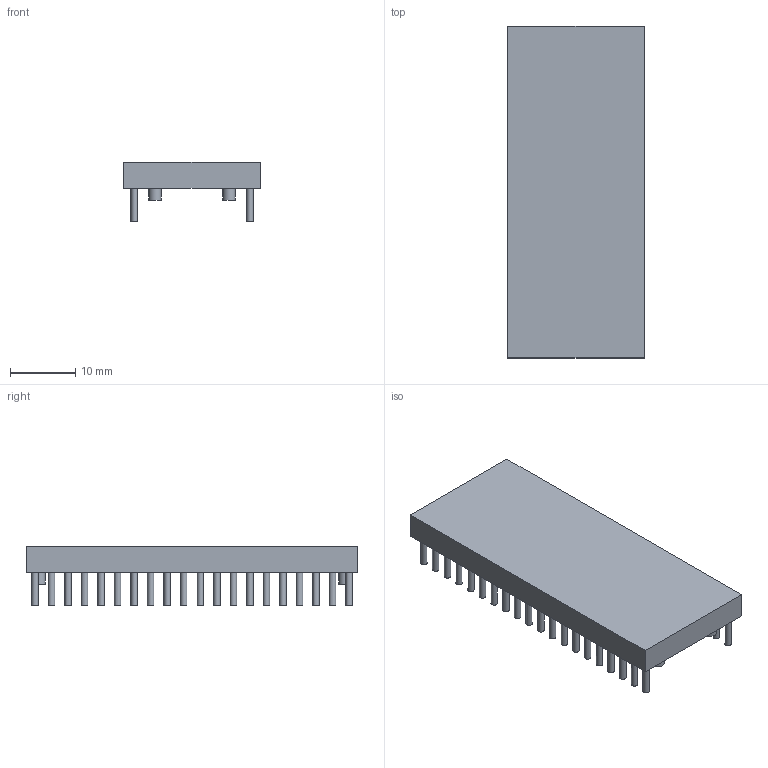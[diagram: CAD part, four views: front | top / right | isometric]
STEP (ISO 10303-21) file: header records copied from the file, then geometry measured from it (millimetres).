
FILE_DESCRIPTION(('FreeCAD Model'),'2;1');
FILE_NAME('18660071.1.5.stp','2024-01-31T07:00:58',( 'Author'),(''),'Open CASCADE STEP processor 6.9','FreeCAD','Unknown' );
FILE_SCHEMA(('AUTOMOTIVE_DESIGN { 1 0 10303 214 1 1 1 1 }'));
Length unit declared in the file: millimetre
Products named in the file (4): ASSEMBLY; Body; Lugs; Leads
Assembly tree (3 placements, depth 2):
  ASSEMBLY
    Body
    Lugs
    Leads
Bounding box: 21 x 51 x 9.1 mm (x, y, z)
Volume: 4464.6 mm3; surface area: 3487.4 mm2
Topology: 45 solids, 45 shells, 138 faces, 144 edges, 96 vertices
Faces by surface type: plane 94, cylinder 44
Full cylindrical faces by diameter (mm): 1 x40, 1.9 x4
Entity records: 4834 total; most frequent: DIRECTION 804, CARTESIAN_POINT 670, ORIENTED_EDGE 288, PCURVE 288, DEFINITIONAL_REPRESENTATION 288, LINE 256, VECTOR 256, AXIS2_PLACEMENT_3D 230
